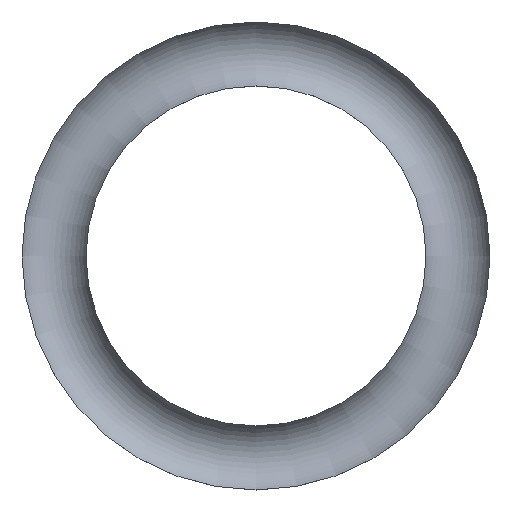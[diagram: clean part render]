
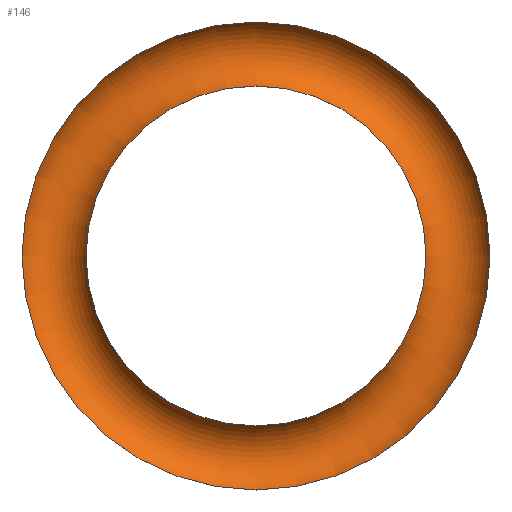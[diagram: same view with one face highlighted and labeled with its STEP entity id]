
A CAD part, top view. The second image highlights one B-rep face of the part: STEP entity #146.
In plain terms, the highlighted toroidal (fillet/blend) face has major radius 21.955 mm and minor radius 4.021 mm.
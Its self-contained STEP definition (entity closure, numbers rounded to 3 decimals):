
#18=TOROIDAL_SURFACE('',#187,21.955,4.021);
#33=FACE_BOUND('',#78,.T.);
#39=CIRCLE('',#180,18.478);
#42=CIRCLE('',#185,25.432);
#54=FACE_OUTER_BOUND('',#77,.T.);
#77=EDGE_LOOP('',(#128));
#78=EDGE_LOOP('',(#129));
#90=VERTEX_POINT('',#374);
#93=VERTEX_POINT('',#382);
#102=EDGE_CURVE('',#90,#90,#39,.T.);
#105=EDGE_CURVE('',#93,#93,#42,.T.);
#128=ORIENTED_EDGE('',*,*,#105,.T.);
#129=ORIENTED_EDGE('',*,*,#102,.F.);
#146=ADVANCED_FACE('',(#54,#33),#18,.F.);
#180=AXIS2_PLACEMENT_3D('',#375,#216,#217);
#185=AXIS2_PLACEMENT_3D('',#383,#226,#227);
#187=AXIS2_PLACEMENT_3D('',#385,#230,#231);
#216=DIRECTION('center_axis',(0.,0.,1.));
#217=DIRECTION('ref_axis',(1.,0.,0.));
#226=DIRECTION('center_axis',(0.,0.,1.));
#227=DIRECTION('ref_axis',(1.,0.,0.));
#230=DIRECTION('center_axis',(0.,0.,-1.));
#231=DIRECTION('ref_axis',(1.,0.,0.));
#374=CARTESIAN_POINT('',(325.734,0.,-24.295));
#375=CARTESIAN_POINT('Origin',(307.256,0.,-24.295));
#382=CARTESIAN_POINT('',(332.688,0.,-24.295));
#383=CARTESIAN_POINT('Origin',(307.256,0.,-24.295));
#385=CARTESIAN_POINT('Origin',(307.256,0.,-22.275));
